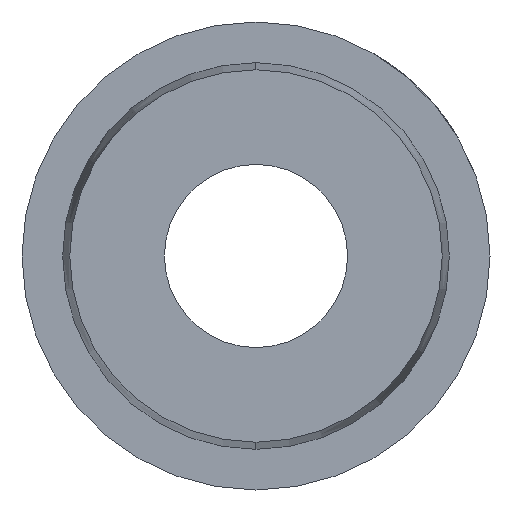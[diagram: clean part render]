
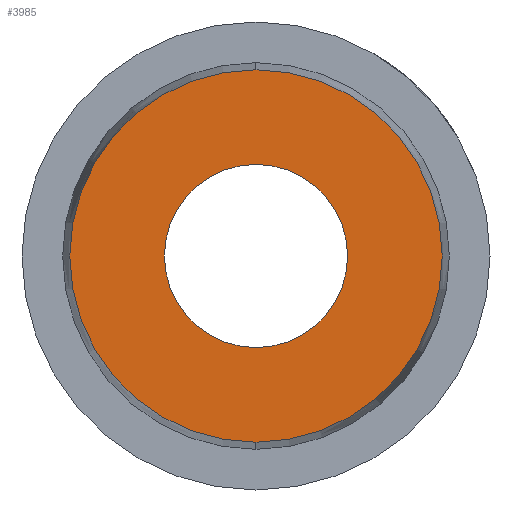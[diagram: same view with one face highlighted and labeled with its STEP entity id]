
A CAD part, left-side view. The second image highlights one B-rep face of the part: STEP entity #3985.
In plain terms, the highlighted planar face has unit normal (-1, 0, 0).
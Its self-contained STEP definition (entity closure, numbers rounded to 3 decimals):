
#1 = AXIS2_PLACEMENT_3D ( 'NONE', #1185, #2795, #4184 ) ;
#15 = EDGE_CURVE ( 'NONE', #4393, #899, #2686, .T. ) ;
#114 = EDGE_CURVE ( 'NONE', #4118, #329, #3941, .T. ) ;
#117 = EDGE_LOOP ( 'NONE', ( #1743, #3390 ) ) ;
#238 = CARTESIAN_POINT ( 'NONE',  ( 0., 0., -4.5 ) ) ;
#329 = VERTEX_POINT ( 'NONE', #2457 ) ;
#382 = EDGE_LOOP ( 'NONE', ( #3510, #1421 ) ) ;
#427 = PLANE ( 'NONE',  #677 ) ;
#600 = DIRECTION ( 'NONE',  ( 0., 0., -1. ) ) ;
#648 = CARTESIAN_POINT ( 'NONE',  ( 0., 0., 0. ) ) ;
#677 = AXIS2_PLACEMENT_3D ( 'NONE', #3121, #1510, #3512 ) ;
#899 = VERTEX_POINT ( 'NONE', #238 ) ;
#1099 = CIRCLE ( 'NONE', #1940, 4.5 ) ;
#1185 = CARTESIAN_POINT ( 'NONE',  ( 0., 0., 0. ) ) ;
#1421 = ORIENTED_EDGE ( 'NONE', *, *, #5048, .T. ) ;
#1430 = CIRCLE ( 'NONE', #1, 9.15 ) ;
#1510 = DIRECTION ( 'NONE',  ( 1., 0., 0. ) ) ;
#1743 = ORIENTED_EDGE ( 'NONE', *, *, #4675, .T. ) ;
#1807 = DIRECTION ( 'NONE',  ( 1., 0., 0. ) ) ;
#1840 = CARTESIAN_POINT ( 'NONE',  ( 0., 0., 4.5 ) ) ;
#1940 = AXIS2_PLACEMENT_3D ( 'NONE', #648, #1807, #600 ) ;
#2180 = DIRECTION ( 'NONE',  ( 0., 0., -1. ) ) ;
#2457 = CARTESIAN_POINT ( 'NONE',  ( 0., 0., -9.15 ) ) ;
#2632 = CARTESIAN_POINT ( 'NONE',  ( 0., 0., 0. ) ) ;
#2686 = CIRCLE ( 'NONE', #3359, 4.5 ) ;
#2795 = DIRECTION ( 'NONE',  ( -1., 0., 0. ) ) ;
#3103 = AXIS2_PLACEMENT_3D ( 'NONE', #4819, #4400, #3977 ) ;
#3121 = CARTESIAN_POINT ( 'NONE',  ( 0., 0., 0. ) ) ;
#3359 = AXIS2_PLACEMENT_3D ( 'NONE', #2632, #4588, #2180 ) ;
#3390 = ORIENTED_EDGE ( 'NONE', *, *, #114, .T. ) ;
#3510 = ORIENTED_EDGE ( 'NONE', *, *, #15, .T. ) ;
#3512 = DIRECTION ( 'NONE',  ( 0., 0., -1. ) ) ;
#3612 = FACE_OUTER_BOUND ( 'NONE', #117, .T. ) ;
#3941 = CIRCLE ( 'NONE', #3103, 9.15 ) ;
#3977 = DIRECTION ( 'NONE',  ( 0., 0., 1. ) ) ;
#3985 = ADVANCED_FACE ( 'NONE', ( #5005, #3612 ), #427, .F. ) ;
#4118 = VERTEX_POINT ( 'NONE', #4459 ) ;
#4184 = DIRECTION ( 'NONE',  ( 0., 0., 1. ) ) ;
#4393 = VERTEX_POINT ( 'NONE', #1840 ) ;
#4400 = DIRECTION ( 'NONE',  ( -1., 0., 0. ) ) ;
#4459 = CARTESIAN_POINT ( 'NONE',  ( 0., 0., 9.15 ) ) ;
#4588 = DIRECTION ( 'NONE',  ( 1., 0., 0. ) ) ;
#4675 = EDGE_CURVE ( 'NONE', #329, #4118, #1430, .T. ) ;
#4819 = CARTESIAN_POINT ( 'NONE',  ( 0., 0., 0. ) ) ;
#5005 = FACE_BOUND ( 'NONE', #382, .T. ) ;
#5048 = EDGE_CURVE ( 'NONE', #899, #4393, #1099, .T. ) ;
